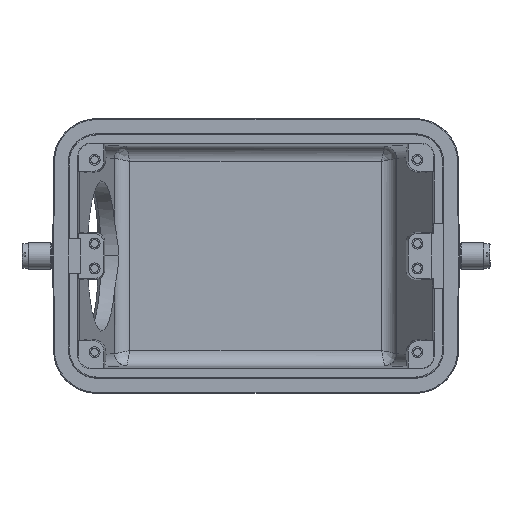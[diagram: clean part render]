
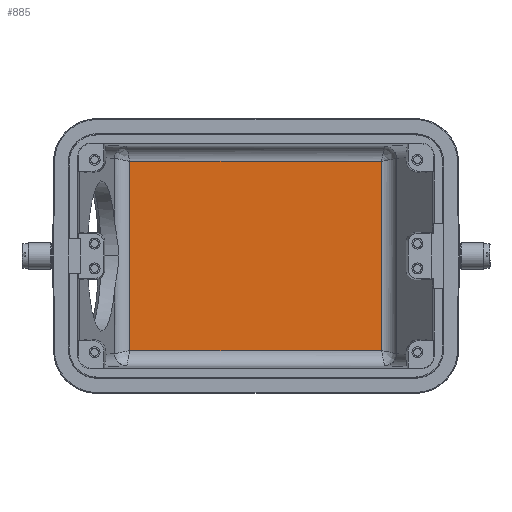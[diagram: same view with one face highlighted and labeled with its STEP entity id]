
A CAD part, front view. The second image highlights one B-rep face of the part: STEP entity #885.
In plain terms, the highlighted planar face has unit normal (0, -1, 0).
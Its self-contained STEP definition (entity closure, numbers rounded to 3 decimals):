
#434=FACE_OUTER_BOUND('',#1748,.T.);
#885=ADVANCED_FACE('NONE',(#434),#1356,.F.);
#1356=PLANE('',#8569);
#1748=EDGE_LOOP('',(#2715,#2716,#2717,#2718));
#2715=ORIENTED_EDGE('',*,*,#5895,.F.);
#2716=ORIENTED_EDGE('',*,*,#5896,.F.);
#2717=ORIENTED_EDGE('',*,*,#5897,.F.);
#2718=ORIENTED_EDGE('',*,*,#5851,.T.);
#5060=VERTEX_POINT('',#11624);
#5062=VERTEX_POINT('',#11627);
#5093=VERTEX_POINT('',#11835);
#5094=VERTEX_POINT('',#11837);
#5851=EDGE_CURVE('NONE',#5062,#5060,#7027,.T.);
#5895=EDGE_CURVE('NONE',#5093,#5060,#7052,.T.);
#5896=EDGE_CURVE('NONE',#5094,#5093,#7053,.T.);
#5897=EDGE_CURVE('NONE',#5062,#5094,#7054,.T.);
#7027=LINE('',#11626,#7814);
#7052=LINE('',#11834,#7839);
#7053=LINE('',#11836,#7840);
#7054=LINE('',#11838,#7841);
#7814=VECTOR('',#9228,1.);
#7839=VECTOR('',#9285,1.);
#7840=VECTOR('',#9286,1.);
#7841=VECTOR('',#9287,1.);
#8569=AXIS2_PLACEMENT_3D('',#11839,#9288,#9289);
#9228=DIRECTION('',(1.,0.,0.));
#9285=DIRECTION('',(0.,0.,-1.));
#9286=DIRECTION('',(1.,0.,0.));
#9287=DIRECTION('',(0.,0.,1.));
#9288=DIRECTION('',(0.,1.,0.));
#9289=DIRECTION('',(0.,0.,1.));
#11624=CARTESIAN_POINT('',(40.433,90.,-30.488));
#11626=CARTESIAN_POINT('',(57.796,90.,-30.488));
#11627=CARTESIAN_POINT('',(-40.687,90.,-30.488));
#11834=CARTESIAN_POINT('',(40.433,90.,-36.3));
#11835=CARTESIAN_POINT('',(40.433,90.,30.488));
#11836=CARTESIAN_POINT('',(44.554,90.,30.488));
#11837=CARTESIAN_POINT('',(-40.687,90.,30.488));
#11838=CARTESIAN_POINT('',(-40.687,90.,-36.3));
#11839=CARTESIAN_POINT('',(44.554,90.,-36.3));
